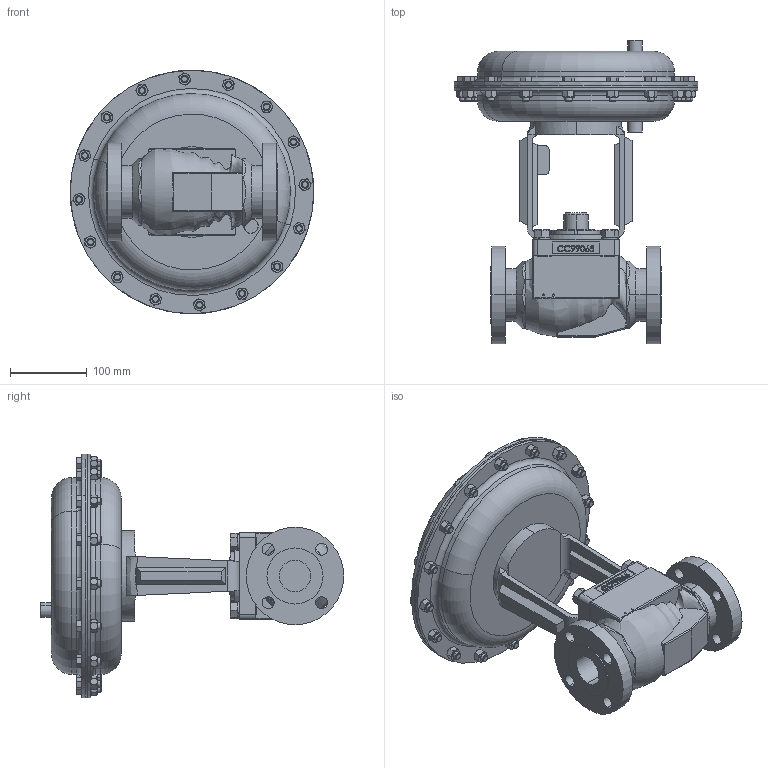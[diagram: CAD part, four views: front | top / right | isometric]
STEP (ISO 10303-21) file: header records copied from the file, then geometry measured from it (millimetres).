
FILE_DESCRIPTION (( 'STEP AP203' ), '1' );
FILE_NAME ('78-150-BR+CS+S6-I5-55M.step', '2017-09-25T13:14:02', ( '' ), ( '' ), 'SwSTEP 2.0', 'SolidWorks 2014', '' );
FILE_SCHEMA (( 'CONFIG_CONTROL_DESIGN' ));
Products named in the file (1): 78-150-BR+CS+S6-I5-55M
Bounding box: 317.42 x 395.51 x 317.42 mm (x, y, z)
Volume: 6915212.1 mm3; surface area: 611549.7 mm2
Topology: 2 solids, 2 shells, 1254 faces, 2952 edges, 1863 vertices
Faces by surface type: plane 555, cone 377, cylinder 200, bspline 102, torus 18, sphere 2
Entity records: 69515 total; most frequent: CARTESIAN_POINT 42266, ORIENTED_EDGE 5902, DIRECTION 5048, EDGE_CURVE 2951, AXIS2_PLACEMENT_3D 1950, VERTEX_POINT 1863, EDGE_LOOP 1442, ADVANCED_FACE 1254
